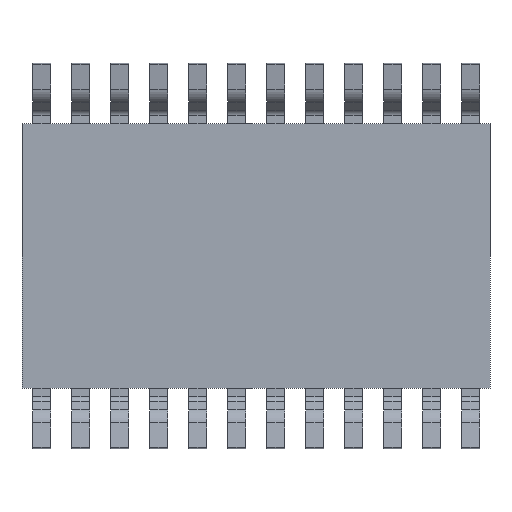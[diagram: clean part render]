
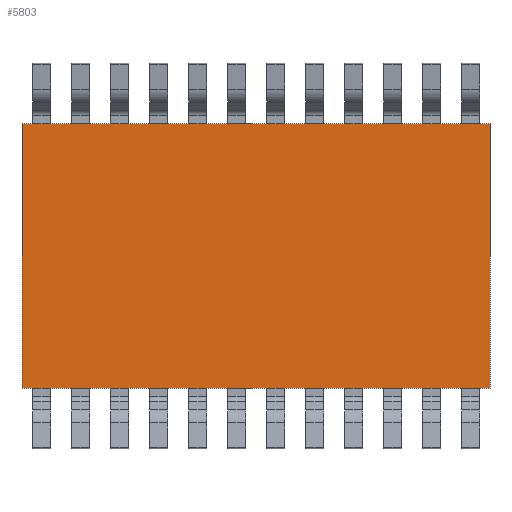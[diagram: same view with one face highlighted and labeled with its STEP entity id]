
A CAD part, front view. The second image highlights one B-rep face of the part: STEP entity #5803.
In plain terms, the highlighted planar face has unit normal (0, -1, 0).
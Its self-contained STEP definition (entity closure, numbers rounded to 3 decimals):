
#334=FACE_OUTER_BOUND('',#676,.T.);
#676=EDGE_LOOP('',(#3933,#3934,#3935,#3936));
#989=LINE('',#8344,#1673);
#1041=LINE('',#8449,#1725);
#1093=LINE('',#8552,#1777);
#1095=LINE('',#8555,#1779);
#1673=VECTOR('',#6638,1000.);
#1725=VECTOR('',#6692,1000.);
#1777=VECTOR('',#6746,1000.);
#1779=VECTOR('',#6750,1000.);
#2357=VERTEX_POINT('',#8342);
#2358=VERTEX_POINT('',#8343);
#2409=VERTEX_POINT('',#8447);
#2410=VERTEX_POINT('',#8448);
#2941=EDGE_CURVE('',#2357,#2358,#989,.T.);
#2993=EDGE_CURVE('',#2409,#2410,#1041,.T.);
#3045=EDGE_CURVE('',#2410,#2357,#1093,.T.);
#3047=EDGE_CURVE('',#2358,#2409,#1095,.T.);
#3933=ORIENTED_EDGE('',*,*,#3045,.F.);
#3934=ORIENTED_EDGE('',*,*,#2993,.F.);
#3935=ORIENTED_EDGE('',*,*,#3047,.F.);
#3936=ORIENTED_EDGE('',*,*,#2941,.F.);
#5574=PLANE('',#6129);
#5803=ADVANCED_FACE('',(#334),#5574,.T.);
#6129=AXIS2_PLACEMENT_3D('',#8558,#6754,#6755);
#6638=DIRECTION('',(-1.,0.,0.));
#6692=DIRECTION('',(1.,0.,0.));
#6746=DIRECTION('',(0.,0.,-1.));
#6750=DIRECTION('',(0.,0.,1.));
#6754=DIRECTION('center_axis',(0.,-1.,0.));
#6755=DIRECTION('ref_axis',(0.,0.,-1.));
#8342=CARTESIAN_POINT('',(3.9,0.,-2.2));
#8343=CARTESIAN_POINT('',(-3.9,0.,-2.2));
#8344=CARTESIAN_POINT('',(-3.9,0.,-2.2));
#8447=CARTESIAN_POINT('',(-3.9,0.,2.2));
#8448=CARTESIAN_POINT('',(3.9,0.,2.2));
#8449=CARTESIAN_POINT('',(-3.9,0.,2.2));
#8552=CARTESIAN_POINT('',(3.9,0.,2.2));
#8555=CARTESIAN_POINT('',(-3.9,0.,2.2));
#8558=CARTESIAN_POINT('Origin',(0.,0.,0.));
